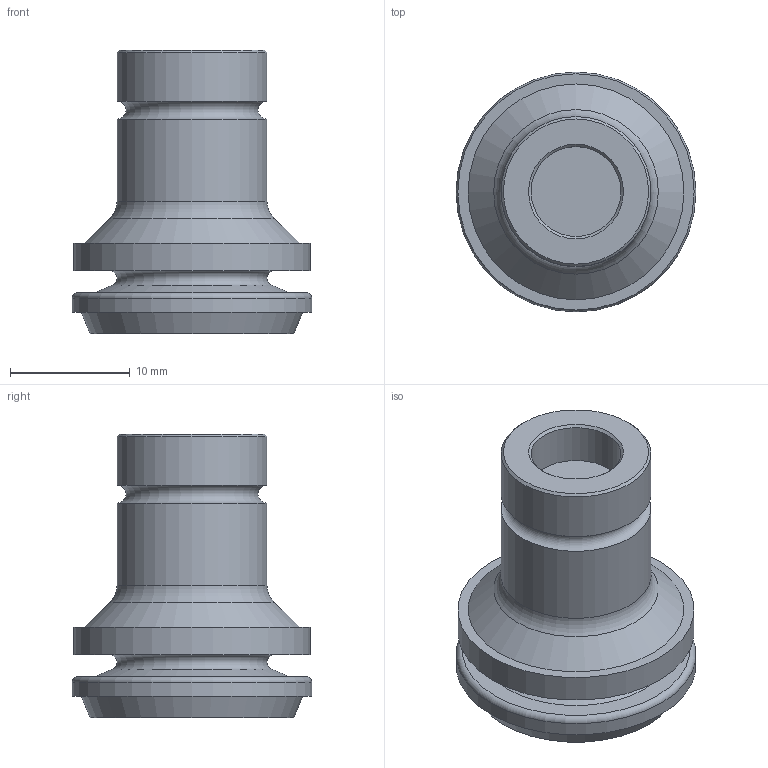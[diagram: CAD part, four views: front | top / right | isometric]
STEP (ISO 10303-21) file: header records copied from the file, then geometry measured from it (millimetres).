
FILE_DESCRIPTION(/* description */ (''),/* implementation_level */ '2;1');
FILE_NAME(/* name */ '3D_vfp20.stp',/* time_stamp */ '2021-04-19T10:47:16+02:00',/* author */ ('enginyeria'),/* organization */ (''),/* preprocessor_version */ 'ST-DEVELOPER v17.2',/* originating_system */ 'Autodesk Inventor 2019',/* authorisation */ '');
FILE_SCHEMA (('CONFIG_CONTROL_DESIGN'));
Length unit declared in the file: millimetre
Products named in the file (1): 3D_vfp20
Bounding box: 20 x 20 x 23.66 mm (x, y, z)
Volume: 3738 mm3; surface area: 2079.7 mm2
Topology: 1 solids, 1 shells, 23 faces, 55 edges, 39 vertices
Faces by surface type: plane 7, cylinder 6, cone 6, torus 4
Full cylindrical faces by diameter (mm): 7.5 x2, 12.5 x2, 19.7 x1, 20 x1
Entity records: 749 total; most frequent: DIRECTION 146, CARTESIAN_POINT 118, ORIENTED_EDGE 110, AXIS2_PLACEMENT_3D 67, EDGE_CURVE 55, CIRCLE 43, VERTEX_POINT 39, EDGE_LOOP 28
